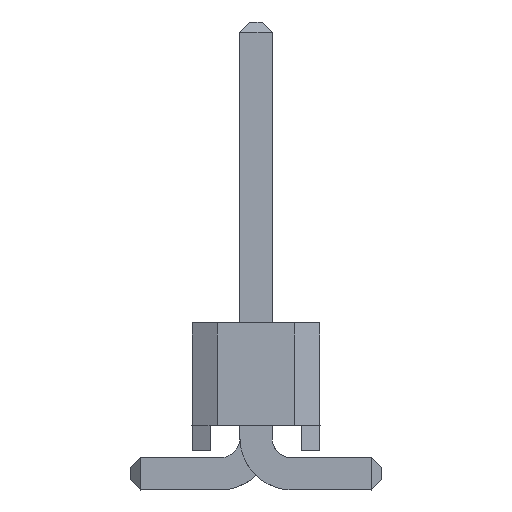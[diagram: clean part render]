
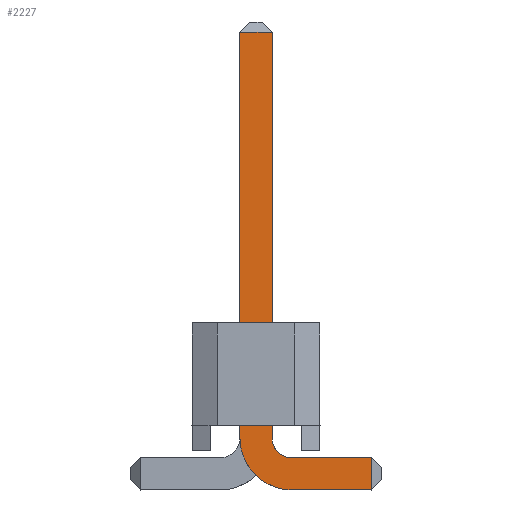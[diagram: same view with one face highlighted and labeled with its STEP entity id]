
A CAD part, left-side view. The second image highlights one B-rep face of the part: STEP entity #2227.
In plain terms, the highlighted planar face has unit normal (-1, 0, 0).
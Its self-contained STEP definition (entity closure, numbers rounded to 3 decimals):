
#69=(
BOUNDED_CURVE()
B_SPLINE_CURVE(2,(#9524,#9525,#9526),.UNSPECIFIED.,.F.,.F.)
B_SPLINE_CURVE_WITH_KNOTS((3,3),(-0.628,0.),.UNSPECIFIED.)
CURVE()
GEOMETRIC_REPRESENTATION_ITEM()
RATIONAL_B_SPLINE_CURVE((1.,0.707,1.))
REPRESENTATION_ITEM('')
);
#70=(
BOUNDED_CURVE()
B_SPLINE_CURVE(2,(#9533,#9534,#9535),.UNSPECIFIED.,.F.,.F.)
B_SPLINE_CURVE_WITH_KNOTS((3,3),(-1.634,0.),.UNSPECIFIED.)
CURVE()
GEOMETRIC_REPRESENTATION_ITEM()
RATIONAL_B_SPLINE_CURVE((1.,0.707,1.))
REPRESENTATION_ITEM('')
);
#2227=ADVANCED_FACE('',(#2407),#6247,.T.);
#2407=FACE_OUTER_BOUND('',#2595,.T.);
#2595=EDGE_LOOP('',(#3439,#3440,#3441,#3442,#3443,#3444,#3445,#3446));
#3439=ORIENTED_EDGE('',*,*,#4320,.F.);
#3440=ORIENTED_EDGE('',*,*,#4321,.F.);
#3441=ORIENTED_EDGE('',*,*,#4322,.F.);
#3442=ORIENTED_EDGE('',*,*,#4323,.F.);
#3443=ORIENTED_EDGE('',*,*,#4324,.F.);
#3444=ORIENTED_EDGE('',*,*,#4325,.F.);
#3445=ORIENTED_EDGE('',*,*,#4326,.F.);
#3446=ORIENTED_EDGE('',*,*,#4319,.F.);
#4319=EDGE_CURVE('',#6039,#6040,#5161,.T.);
#4320=EDGE_CURVE('',#6041,#6039,#5162,.T.);
#4321=EDGE_CURVE('',#6042,#6041,#5163,.T.);
#4322=EDGE_CURVE('',#6043,#6042,#69,.T.);
#4323=EDGE_CURVE('',#6044,#6043,#5164,.T.);
#4324=EDGE_CURVE('',#6045,#6044,#5165,.T.);
#4325=EDGE_CURVE('',#6046,#6045,#5166,.T.);
#4326=EDGE_CURVE('',#6040,#6046,#70,.T.);
#5161=B_SPLINE_CURVE_WITH_KNOTS('',1,(#9518,#9519),.UNSPECIFIED.,.F.,.F.,
(2,2),(-1.58,0.),.UNSPECIFIED.);
#5162=B_SPLINE_CURVE_WITH_KNOTS('',1,(#9520,#9521),.UNSPECIFIED.,.F.,.F.,
(2,2),(-0.64,0.),.UNSPECIFIED.);
#5163=B_SPLINE_CURVE_WITH_KNOTS('',1,(#9522,#9523),.UNSPECIFIED.,.F.,.F.,
(2,2),(-1.58,0.),.UNSPECIFIED.);
#5164=B_SPLINE_CURVE_WITH_KNOTS('',1,(#9527,#9528),.UNSPECIFIED.,.F.,.F.,
(2,2),(-8.09,0.),.UNSPECIFIED.);
#5165=B_SPLINE_CURVE_WITH_KNOTS('',1,(#9529,#9530),.UNSPECIFIED.,.F.,.F.,
(2,2),(-0.64,0.),.UNSPECIFIED.);
#5166=B_SPLINE_CURVE_WITH_KNOTS('',1,(#9531,#9532),.UNSPECIFIED.,.F.,.F.,
(2,2),(-8.09,0.),.UNSPECIFIED.);
#6039=VERTEX_POINT('',#9510);
#6040=VERTEX_POINT('',#9511);
#6041=VERTEX_POINT('',#9512);
#6042=VERTEX_POINT('',#9513);
#6043=VERTEX_POINT('',#9514);
#6044=VERTEX_POINT('',#9515);
#6045=VERTEX_POINT('',#9516);
#6046=VERTEX_POINT('',#9517);
#6247=PLANE('',#6437);
#6437=AXIS2_PLACEMENT_3D('',#9509,#6610,$);
#6610=DIRECTION('',(-1.,0.,0.));
#9509=CARTESIAN_POINT('',(-0.32,0.583,-0.914));
#9510=CARTESIAN_POINT('',(-0.32,-2.3,0.));
#9511=CARTESIAN_POINT('',(-0.32,-0.72,0.));
#9512=CARTESIAN_POINT('',(-0.32,-2.3,0.64));
#9513=CARTESIAN_POINT('',(-0.32,-0.72,0.64));
#9514=CARTESIAN_POINT('',(-0.32,-0.32,1.04));
#9515=CARTESIAN_POINT('',(-0.32,-0.32,9.13));
#9516=CARTESIAN_POINT('',(-0.32,0.32,9.13));
#9517=CARTESIAN_POINT('',(-0.32,0.32,1.04));
#9518=CARTESIAN_POINT('',(-0.32,-2.3,0.));
#9519=CARTESIAN_POINT('',(-0.32,-0.72,0.));
#9520=CARTESIAN_POINT('',(-0.32,-2.3,0.64));
#9521=CARTESIAN_POINT('',(-0.32,-2.3,0.));
#9522=CARTESIAN_POINT('',(-0.32,-0.72,0.64));
#9523=CARTESIAN_POINT('',(-0.32,-2.3,0.64));
#9524=CARTESIAN_POINT('',(-0.32,-0.32,1.04));
#9525=CARTESIAN_POINT('',(-0.32,-0.32,0.64));
#9526=CARTESIAN_POINT('',(-0.32,-0.72,0.64));
#9527=CARTESIAN_POINT('',(-0.32,-0.32,9.13));
#9528=CARTESIAN_POINT('',(-0.32,-0.32,1.04));
#9529=CARTESIAN_POINT('',(-0.32,0.32,9.13));
#9530=CARTESIAN_POINT('',(-0.32,-0.32,9.13));
#9531=CARTESIAN_POINT('',(-0.32,0.32,1.04));
#9532=CARTESIAN_POINT('',(-0.32,0.32,9.13));
#9533=CARTESIAN_POINT('',(-0.32,-0.72,0.));
#9534=CARTESIAN_POINT('',(-0.32,0.32,0.));
#9535=CARTESIAN_POINT('',(-0.32,0.32,1.04));
